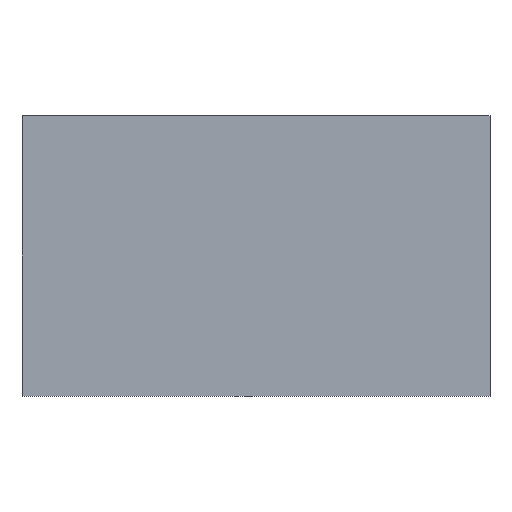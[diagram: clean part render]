
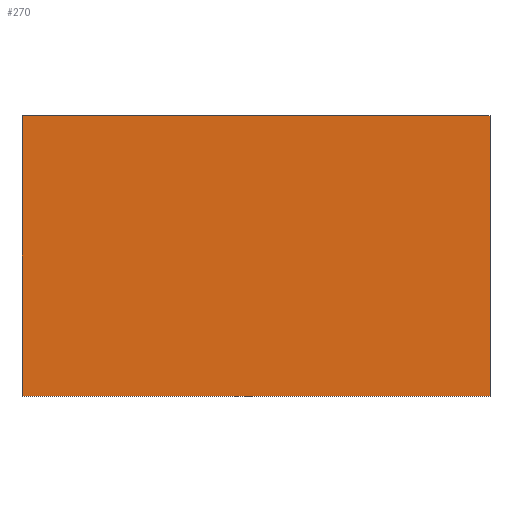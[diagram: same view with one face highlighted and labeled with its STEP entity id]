
A CAD part, front view. The second image highlights one B-rep face of the part: STEP entity #270.
In plain terms, the highlighted planar face has unit normal (0, -1, 0).
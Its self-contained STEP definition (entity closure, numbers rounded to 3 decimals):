
#34=FACE_OUTER_BOUND('',#48,.T.);
#48=EDGE_LOOP('',(#241,#242,#243,#244));
#74=LINE('',#435,#106);
#76=LINE('',#440,#108);
#79=LINE('',#444,#111);
#80=LINE('',#446,#112);
#106=VECTOR('',#358,10.);
#108=VECTOR('',#362,10.);
#111=VECTOR('',#367,10.);
#112=VECTOR('',#370,10.);
#133=VERTEX_POINT('',#432);
#134=VERTEX_POINT('',#434);
#135=VERTEX_POINT('',#438);
#136=VERTEX_POINT('',#439);
#166=EDGE_CURVE('',#133,#134,#74,.T.);
#168=EDGE_CURVE('',#135,#136,#76,.T.);
#171=EDGE_CURVE('',#134,#135,#79,.T.);
#172=EDGE_CURVE('',#136,#133,#80,.T.);
#241=ORIENTED_EDGE('',*,*,#172,.F.);
#242=ORIENTED_EDGE('',*,*,#168,.F.);
#243=ORIENTED_EDGE('',*,*,#171,.F.);
#244=ORIENTED_EDGE('',*,*,#166,.F.);
#256=PLANE('',#302);
#270=ADVANCED_FACE('',(#34),#256,.F.);
#302=AXIS2_PLACEMENT_3D('',#447,#371,#372);
#358=DIRECTION('',(1.,0.,0.));
#362=DIRECTION('',(-1.,0.,0.));
#367=DIRECTION('',(0.,0.,-1.));
#370=DIRECTION('',(0.,0.,1.));
#371=DIRECTION('center_axis',(0.,1.,0.));
#372=DIRECTION('ref_axis',(1.,0.,0.));
#432=CARTESIAN_POINT('',(0.,0.,0.));
#434=CARTESIAN_POINT('',(50.,0.,0.));
#435=CARTESIAN_POINT('',(0.,0.,0.));
#438=CARTESIAN_POINT('',(50.,0.,-30.));
#439=CARTESIAN_POINT('',(0.,0.,-30.));
#440=CARTESIAN_POINT('',(50.,0.,-30.));
#444=CARTESIAN_POINT('',(50.,0.,0.));
#446=CARTESIAN_POINT('',(0.,0.,-30.));
#447=CARTESIAN_POINT('Origin',(25.,0.,-15.));
